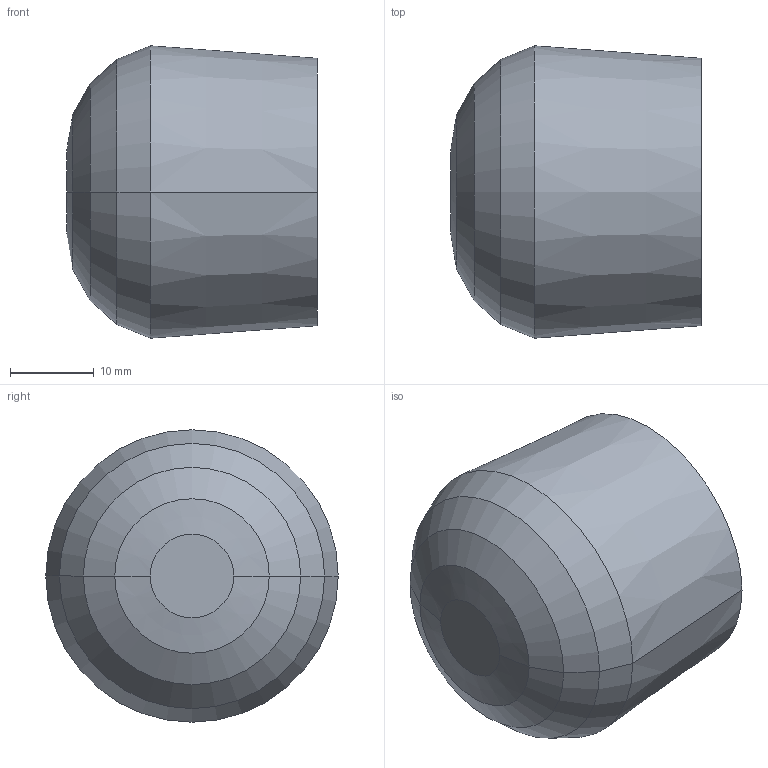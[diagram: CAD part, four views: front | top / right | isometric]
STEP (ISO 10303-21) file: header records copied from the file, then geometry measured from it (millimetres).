
FILE_DESCRIPTION(('STEP AP214'),'1');
FILE_NAME('cctmp_0833A94C-FBC5-40D5-873F-59672413FDC9_2020_1_17_7_36_55_348..stp','2020-01-17T06:36:55',('Bosch Rexroth AG'),('CADClick - www.CADClick.com'),'Spatial InterOp 3D',' ','unknown authorization - (Healing Option Enabled)');
FILE_SCHEMA(('AUTOMOTIVE_DESIGN'));
Length unit declared in the file: millimetre
Products named in the file (1): 2020_01_17__07-36-55-348
Bounding box: 30 x 35 x 35 mm (x, y, z)
Volume: 13392.8 mm3; surface area: 5867.2 mm2
Topology: 1 solids, 1 shells, 15 faces, 28 edges, 16 vertices
Faces by surface type: cone 10, plane 3, cylinder 2
Entity records: 518 total; most frequent: DIRECTION 76, CARTESIAN_POINT 60, ORIENTED_EDGE 56, AXIS2_PLACEMENT_3D 32, EDGE_CURVE 28, STYLED_ITEM 16, PRESENTATION_STYLE_ASSIGNMENT 16, SURFACE_STYLE_USAGE 16
